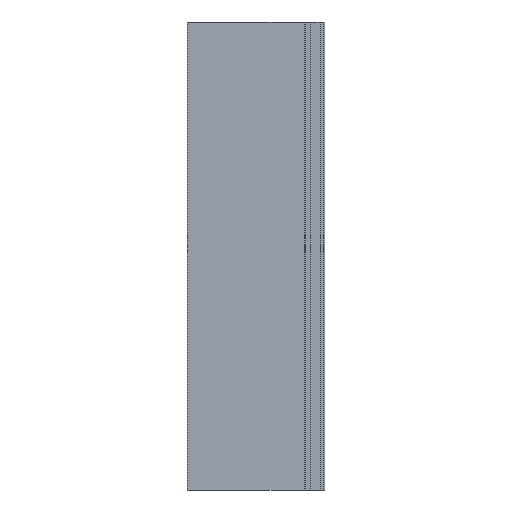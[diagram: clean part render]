
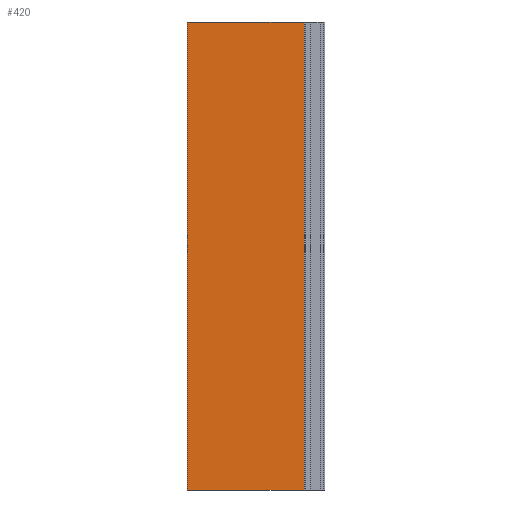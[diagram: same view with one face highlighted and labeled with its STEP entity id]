
A CAD part, front view. The second image highlights one B-rep face of the part: STEP entity #420.
In plain terms, the highlighted planar face has unit normal (0, -1, 0).
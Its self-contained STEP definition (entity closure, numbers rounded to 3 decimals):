
#258=DIRECTION('',(-1.,0.,0.));
#259=VECTOR('',#258,249.5);
#260=CARTESIAN_POINT('',(178.5,0.,-499.5));
#261=LINE('',#260,#259);
#279=DIRECTION('',(0.,0.,1.));
#280=VECTOR('',#279,999.);
#281=CARTESIAN_POINT('',(-71.,0.,-499.5));
#282=LINE('',#281,#280);
#300=DIRECTION('',(-1.,0.,0.));
#301=VECTOR('',#300,249.5);
#302=CARTESIAN_POINT('',(178.5,0.,499.5));
#303=LINE('',#302,#301);
#314=DIRECTION('',(0.,0.,1.));
#315=VECTOR('',#314,999.);
#316=CARTESIAN_POINT('',(178.5,0.,-499.5));
#317=LINE('',#316,#315);
#329=CARTESIAN_POINT('',(178.5,0.,-499.5));
#330=CARTESIAN_POINT('',(-71.,0.,-499.5));
#331=VERTEX_POINT('',#329);
#332=VERTEX_POINT('',#330);
#333=CARTESIAN_POINT('',(178.5,0.,499.5));
#334=VERTEX_POINT('',#333);
#335=CARTESIAN_POINT('',(-71.,0.,499.5));
#336=VERTEX_POINT('',#335);
#409=CARTESIAN_POINT('',(178.5,0.,-499.5));
#410=DIRECTION('',(0.,1.,0.));
#411=DIRECTION('',(-1.,0.,0.));
#412=AXIS2_PLACEMENT_3D('',#409,#410,#411);
#413=PLANE('',#412);
#414=ORIENTED_EDGE('',*,*,#361,.T.);
#415=ORIENTED_EDGE('',*,*,#376,.T.);
#416=ORIENTED_EDGE('',*,*,#390,.F.);
#417=ORIENTED_EDGE('',*,*,#403,.F.);
#418=EDGE_LOOP('',(#414,#415,#416,#417));
#419=FACE_OUTER_BOUND('',#418,.F.);
#361=EDGE_CURVE('',#331,#332,#261,.T.);
#376=EDGE_CURVE('',#332,#336,#282,.T.);
#390=EDGE_CURVE('',#334,#336,#303,.T.);
#403=EDGE_CURVE('',#331,#334,#317,.T.);
#420=ADVANCED_FACE('',(#419),#413,.F.);
